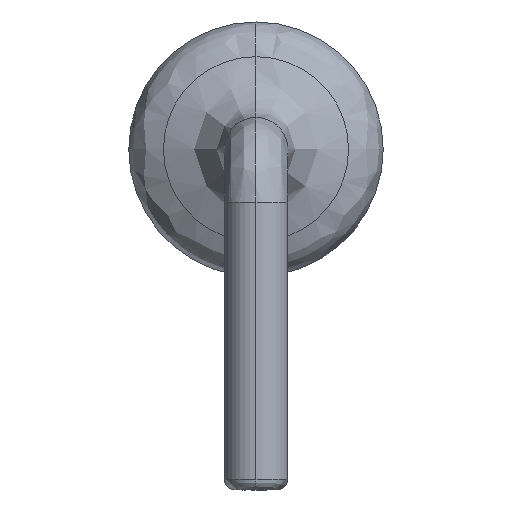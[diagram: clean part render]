
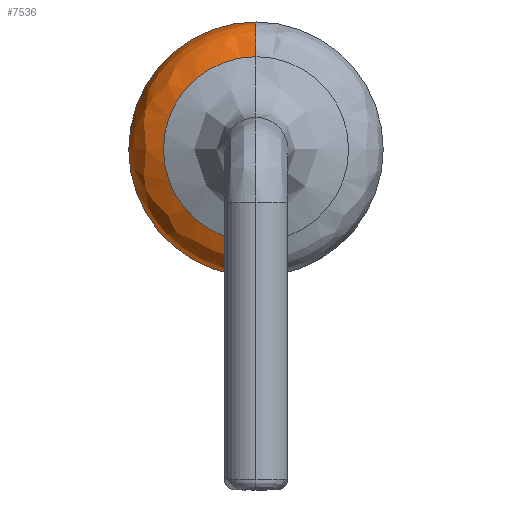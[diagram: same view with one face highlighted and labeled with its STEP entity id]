
A CAD part, left-side view. The second image highlights one B-rep face of the part: STEP entity #7536.
In plain terms, the highlighted free-form (B-spline) face has degree [3, 3] with [4, 4] control points.
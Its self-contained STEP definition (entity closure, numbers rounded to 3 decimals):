
#142 = AXIS2_PLACEMENT_3D ( 'NONE', #6525, #7543, #2128 ) ;
#260 = CARTESIAN_POINT ( 'NONE',  ( -3.293, 0., 0.34 ) ) ;
#338 = CARTESIAN_POINT ( 'NONE',  ( -3.102, 0., 0.013 ) ) ;
#580 = VERTEX_POINT ( 'NONE', #6527 ) ;
#936 = DIRECTION ( 'NONE',  ( 0., 0., -1. ) ) ;
#1144 = FACE_OUTER_BOUND ( 'NONE', #9030, .T. ) ;
#1434 = CARTESIAN_POINT ( 'NONE',  ( -3.257, 2.142, 2.284 ) ) ;
#2128 = DIRECTION ( 'NONE',  ( 0., 0., -1. ) ) ;
#2390 = CARTESIAN_POINT ( 'NONE',  ( -3.293, 1.745, 0.34 ) ) ;
#2401 = CARTESIAN_POINT ( 'NONE',  ( -2.9, 0., 0.013 ) ) ;
#2521 = CIRCLE ( 'NONE', #10087, 0.4 ) ;
#2775 = DIRECTION ( 'NONE',  ( 0., -1., 0. ) ) ;
#2802 = EDGE_CURVE ( 'NONE', #580, #13116, #14068, .T. ) ;
#3005 = VERTEX_POINT ( 'NONE', #6788 ) ;
#3203 = AXIS2_PLACEMENT_3D ( 'NONE', #8610, #13322, #936 ) ;
#3334 = AXIS2_PLACEMENT_3D ( 'NONE', #11861, #2775, #12071 ) ;
#3694 = ORIENTED_EDGE ( 'NONE', *, *, #5824, .F. ) ;
#3744 = CARTESIAN_POINT ( 'NONE',  ( -3.102, 2.4, 0.013 ) ) ;
#3864 = ORIENTED_EDGE ( 'NONE', *, *, #9765, .F. ) ;
#3946 =( BOUNDED_SURFACE ( )  B_SPLINE_SURFACE ( 3, 3, ( 
 ( #13695, #5969, #12513, #8020 ),
 ( #338, #3744, #10451, #8088 ),
 ( #10305, #8166, #1434, #9337 ),
 ( #260, #2390, #4853, #9411 ) ),
 .UNSPECIFIED., .F., .F., .F. ) 
 B_SPLINE_SURFACE_WITH_KNOTS ( ( 4, 4 ),
 ( 4, 4 ),
 ( 0., 1. ),
 ( 0., 1. ),
 .UNSPECIFIED. ) 
 GEOMETRIC_REPRESENTATION_ITEM ( )  RATIONAL_B_SPLINE_SURFACE ( (
 ( 1., 0.333, 0.333, 1.),
 ( 0.846, 0.282, 0.282, 0.846),
 ( 0.846, 0.282, 0.282, 0.846),
 ( 1., 0.333, 0.333, 1.) ) ) 
 REPRESENTATION_ITEM ( '' )  SURFACE ( )  );
#4853 = CARTESIAN_POINT ( 'NONE',  ( -3.293, 1.745, 2.086 ) ) ;
#5824 = EDGE_CURVE ( 'NONE', #3005, #13116, #6183, .T. ) ;
#5969 = CARTESIAN_POINT ( 'NONE',  ( -2.9, 2.4, 0.013 ) ) ;
#6183 = CIRCLE ( 'NONE', #3334, 0.4 ) ;
#6525 = CARTESIAN_POINT ( 'NONE',  ( -2.9, 0., 1.213 ) ) ;
#6527 = CARTESIAN_POINT ( 'NONE',  ( -3.293, 0., 0.34 ) ) ;
#6749 = CARTESIAN_POINT ( 'NONE',  ( -3.293, 0., 2.086 ) ) ;
#6788 = CARTESIAN_POINT ( 'NONE',  ( -2.9, 0., 2.413 ) ) ;
#7452 = CIRCLE ( 'NONE', #142, 1.2 ) ;
#7536 = ADVANCED_FACE ( 'NONE', ( #1144 ), #3946, .T. ) ;
#7543 = DIRECTION ( 'NONE',  ( 1., 0., 0. ) ) ;
#8020 = CARTESIAN_POINT ( 'NONE',  ( -2.9, 0., 2.413 ) ) ;
#8088 = CARTESIAN_POINT ( 'NONE',  ( -3.102, 0., 2.413 ) ) ;
#8130 = EDGE_CURVE ( 'NONE', #11078, #580, #2521, .T. ) ;
#8166 = CARTESIAN_POINT ( 'NONE',  ( -3.257, 2.142, 0.142 ) ) ;
#8333 = ORIENTED_EDGE ( 'NONE', *, *, #8130, .T. ) ;
#8610 = CARTESIAN_POINT ( 'NONE',  ( -3.293, 0., 1.213 ) ) ;
#9030 = EDGE_LOOP ( 'NONE', ( #3694, #3864, #8333, #10872 ) ) ;
#9174 = DIRECTION ( 'NONE',  ( 0., 1., 0. ) ) ;
#9337 = CARTESIAN_POINT ( 'NONE',  ( -3.257, 0., 2.284 ) ) ;
#9411 = CARTESIAN_POINT ( 'NONE',  ( -3.293, 0., 2.086 ) ) ;
#9765 = EDGE_CURVE ( 'NONE', #11078, #3005, #7452, .T. ) ;
#10087 = AXIS2_PLACEMENT_3D ( 'NONE', #13805, #9174, #11443 ) ;
#10305 = CARTESIAN_POINT ( 'NONE',  ( -3.257, 0., 0.142 ) ) ;
#10451 = CARTESIAN_POINT ( 'NONE',  ( -3.102, 2.4, 2.413 ) ) ;
#10872 = ORIENTED_EDGE ( 'NONE', *, *, #2802, .T. ) ;
#11078 = VERTEX_POINT ( 'NONE', #2401 ) ;
#11443 = DIRECTION ( 'NONE',  ( 0., 0., -1. ) ) ;
#11861 = CARTESIAN_POINT ( 'NONE',  ( -2.9, 0., 2.013 ) ) ;
#12071 = DIRECTION ( 'NONE',  ( 0., 0., 1. ) ) ;
#12513 = CARTESIAN_POINT ( 'NONE',  ( -2.9, 2.4, 2.413 ) ) ;
#13116 = VERTEX_POINT ( 'NONE', #6749 ) ;
#13322 = DIRECTION ( 'NONE',  ( 1., 0., 0. ) ) ;
#13695 = CARTESIAN_POINT ( 'NONE',  ( -2.9, 0., 0.013 ) ) ;
#13805 = CARTESIAN_POINT ( 'NONE',  ( -2.9, 0., 0.413 ) ) ;
#14068 = CIRCLE ( 'NONE', #3203, 0.873 ) ;
